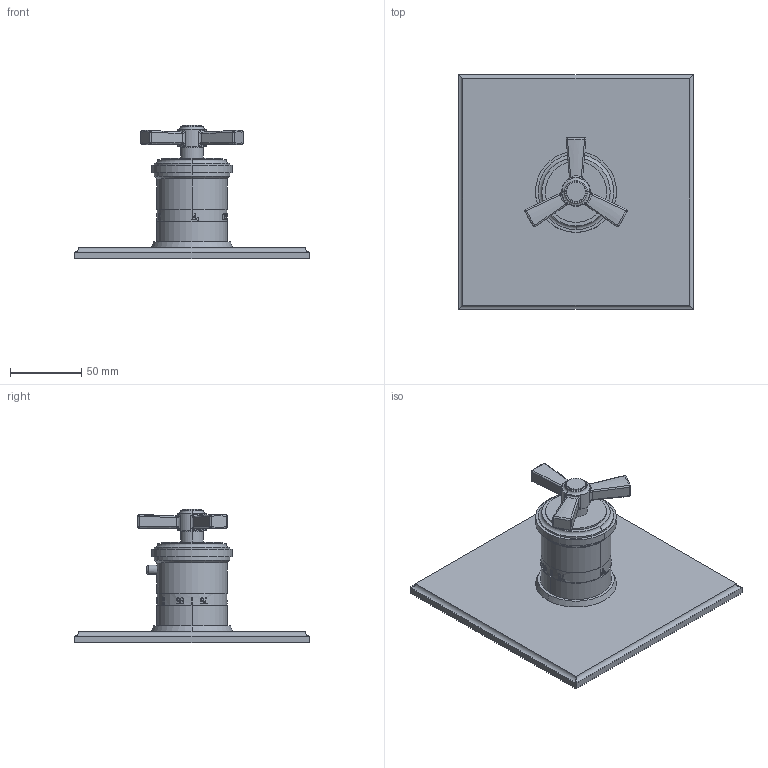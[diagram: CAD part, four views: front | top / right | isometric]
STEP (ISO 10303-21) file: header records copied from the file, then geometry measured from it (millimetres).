
FILE_DESCRIPTION((''),'2;1');
FILE_NAME('3-1604TS','2020-12-03T10:35:45',('jinson.thomas'),(''),'CREO PARAMETRIC BY PTC INC, 2018400','CREO PARAMETRIC BY PTC INC, 2018400','');
FILE_SCHEMA(('CONFIG_CONTROL_DESIGN'));
Length unit declared in the file: inch
Products named in the file (1): 3-1604TS
Bounding box: 165.1 x 165.1 x 94.11 mm (x, y, z)
Volume: 354316.9 mm3; surface area: 74712.9 mm2
Topology: 1 solids, 1 shells, 496 faces, 1298 edges, 831 vertices
Faces by surface type: plane 347, bspline 62, cylinder 59, sphere 14, torus 10, cone 4
Entity records: 17762 total; most frequent: CARTESIAN_POINT 6718, ORIENTED_EDGE 2592, DIRECTION 1828, EDGE_CURVE 1296, VERTEX_POINT 831, AXIS2_PLACEMENT_3D 661, B_SPLINE_CURVE_WITH_KNOTS 563, EDGE_LOOP 525
